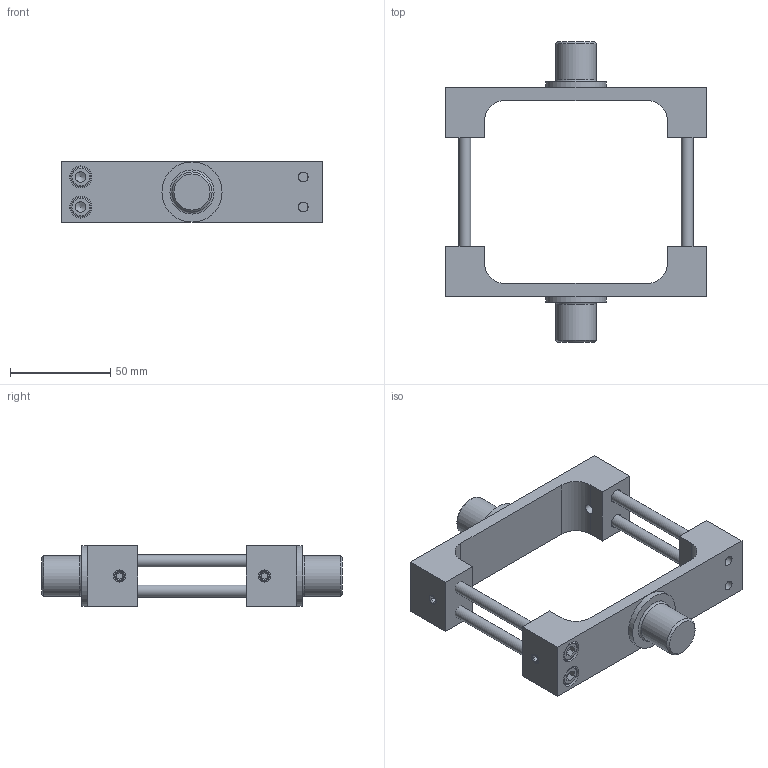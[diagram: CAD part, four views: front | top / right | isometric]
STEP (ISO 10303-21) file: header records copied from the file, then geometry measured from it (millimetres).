
FILE_DESCRIPTION(/* description */ (''),/* implementation_level */ '2;1');
FILE_NAME(/* name */ 'CAD_100349.stp',/* time_stamp */ '2018-03-26T08:54:27+02:00',/* author */ ('Hypex'),/* organization */ ('Hypex'),/* preprocessor_version */ 'ST-DEVELOPER v17',/* originating_system */ 'Autodesk Inventor 2018',/* authorisation */ '');
FILE_SCHEMA (('AUTOMOTIVE_DESIGN { 1 0 10303 214 3 1 1 }'));
Length unit declared in the file: millimetre
Products named in the file (1): CAD_100349
Bounding box: 130 x 150 x 30 mm (x, y, z)
Volume: 117517.1 mm3; surface area: 44078.5 mm2
Topology: 10 solids, 10 shells, 190 faces, 498 edges, 334 vertices
Faces by surface type: plane 122, cylinder 36, cone 22, torus 10
Full cylindrical faces by diameter (mm): 4.917 x8, 6 x8, 7 x4, 10 x4, 11 x4, 20 x2, 30 x2
Entity records: 6134 total; most frequent: CARTESIAN_POINT 1163, DIRECTION 1008, ORIENTED_EDGE 980, EDGE_CURVE 490, AXIS2_PLACEMENT_3D 363, VERTEX_POINT 334, LINE 282, VECTOR 282
